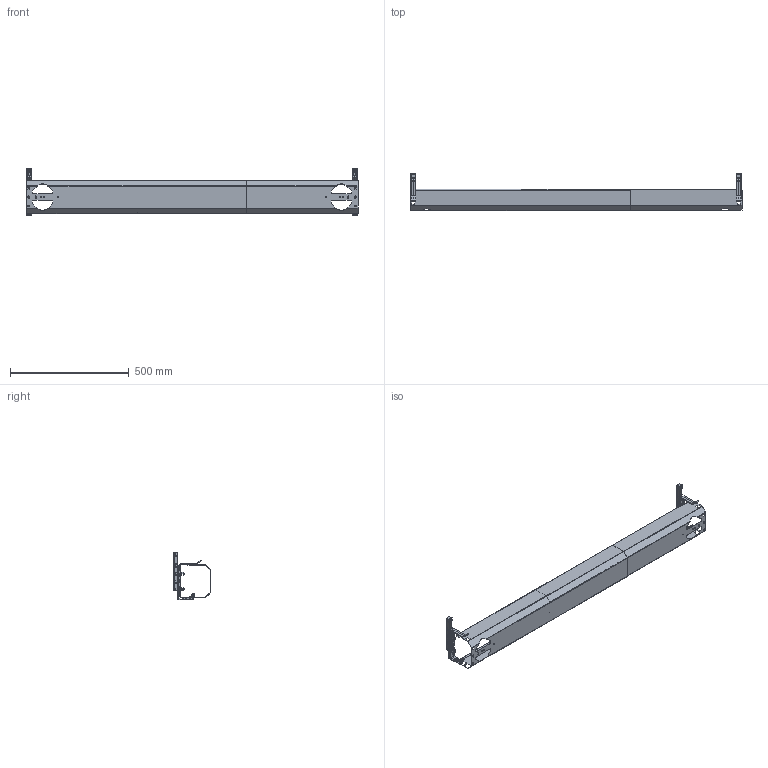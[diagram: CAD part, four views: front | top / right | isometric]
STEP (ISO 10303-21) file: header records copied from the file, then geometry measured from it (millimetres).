
FILE_DESCRIPTION (( 'STEP AP203' ), '1' );
FILE_NAME ('505309xxx_Swedstyle Cable Tray -22.STEP', '2022-02-01T14:41:34', ( '' ), ( '' ), 'SwSTEP 2.0', 'SolidWorks 2021', '' );
FILE_SCHEMA (( 'CONFIG_CONTROL_DESIGN' ));
Products named in the file (1): 505309xxx_Swedstyle Cable Tray -22
Bounding box: 1400 x 157.83 x 200.51 mm (x, y, z)
Surface area: 1175131.9 mm2 (no closed solid volume)
Topology: 0 solids, 79 shells, 1627 faces, 6276 edges, 4461 vertices
Faces by surface type: plane 725, cylinder 548, torus 181, cone 130, bspline 39, sphere 4
Entity records: 67986 total; most frequent: CARTESIAN_POINT 17572, DIRECTION 10632, ORIENTED_EDGE 9164, EDGE_CURVE 6272, VERTEX_POINT 4461, AXIS2_PLACEMENT_3D 3620, LINE 3392, VECTOR 3392
